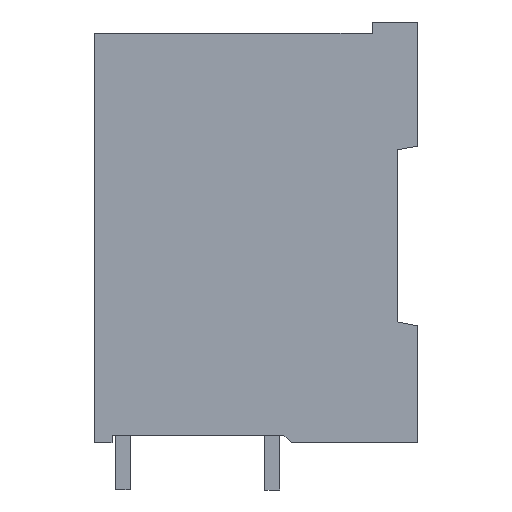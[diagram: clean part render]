
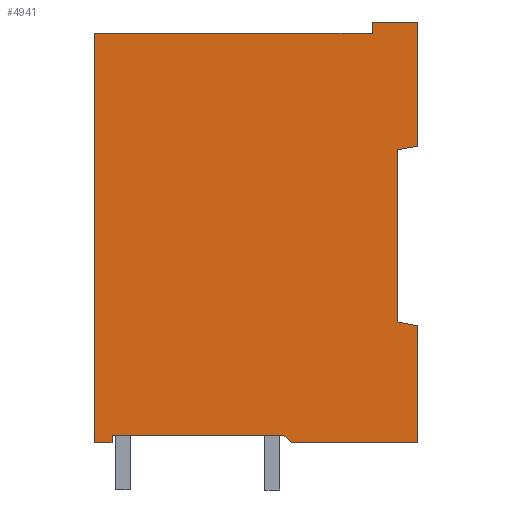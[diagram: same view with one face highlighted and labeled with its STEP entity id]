
A CAD part, left-side view. The second image highlights one B-rep face of the part: STEP entity #4941.
In plain terms, the highlighted planar face has unit normal (-1, 0, 0).
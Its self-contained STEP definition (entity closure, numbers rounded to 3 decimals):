
#4861=AXIS2_PLACEMENT_3D('Plane Axis2P3D',#4858,#4859,#4860) ;
#1833=CARTESIAN_POINT('Line Origine',(0.,0.7,23.277)) ;
#1837=CARTESIAN_POINT('Vertex',(0.,1.4,23.153)) ;
#1839=CARTESIAN_POINT('Vertex',(0.,0.,23.4)) ;
#2801=CARTESIAN_POINT('Line Origine',(0.,21.4,3.2)) ;
#2805=CARTESIAN_POINT('Vertex',(0.,22.,3.2)) ;
#2807=CARTESIAN_POINT('Vertex',(0.,20.8,3.2)) ;
#2852=CARTESIAN_POINT('Vertex',(0.,20.8,3.7)) ;
#2855=CARTESIAN_POINT('Line Origine',(0.,20.8,3.45)) ;
#2867=CARTESIAN_POINT('Line Origine',(0.,4.3,3.2)) ;
#2871=CARTESIAN_POINT('Vertex',(0.,8.6,3.2)) ;
#2873=CARTESIAN_POINT('Vertex',(0.,0.,3.2)) ;
#4858=CARTESIAN_POINT('Axis2P3D Location',(0.,22.,0.)) ;
#4863=CARTESIAN_POINT('Line Origine',(0.,11.,3.7)) ;
#4867=CARTESIAN_POINT('Vertex',(0.,9.1,3.7)) ;
#4871=CARTESIAN_POINT('Control Point',(0.,9.1,3.7)) ;
#4872=CARTESIAN_POINT('Control Point',(0.,8.6,3.2)) ;
#4874=CARTESIAN_POINT('Line Origine',(0.,0.,17.525)) ;
#4878=CARTESIAN_POINT('Vertex',(0.,0.,11.17)) ;
#4882=CARTESIAN_POINT('Control Point',(0.,0.,11.17)) ;
#4883=CARTESIAN_POINT('Control Point',(0.,1.4,11.439)) ;
#4884=CARTESIAN_POINT('Vertex',(0.,1.4,11.439)) ;
#4887=CARTESIAN_POINT('Line Origine',(0.,1.4,17.525)) ;
#4892=CARTESIAN_POINT('Line Origine',(0.,0.,17.525)) ;
#4896=CARTESIAN_POINT('Vertex',(0.,0.,31.85)) ;
#4899=CARTESIAN_POINT('Line Origine',(0.,11.,31.85)) ;
#4903=CARTESIAN_POINT('Vertex',(0.,3.1,31.85)) ;
#4906=CARTESIAN_POINT('Line Origine',(0.,3.1,17.525)) ;
#4910=CARTESIAN_POINT('Vertex',(0.,3.1,31.08)) ;
#4913=CARTESIAN_POINT('Line Origine',(0.,11.,31.08)) ;
#4917=CARTESIAN_POINT('Vertex',(0.,22.,31.08)) ;
#4920=CARTESIAN_POINT('Line Origine',(0.,22.,17.525)) ;
#1834=DIRECTION('Vector Direction',(0.,-0.985,0.174)) ;
#2802=DIRECTION('Vector Direction',(0.,-1.,0.)) ;
#2856=DIRECTION('Vector Direction',(0.,0.,-1.)) ;
#2868=DIRECTION('Vector Direction',(0.,-1.,0.)) ;
#4859=DIRECTION('Axis2P3D Direction',(-1.,0.,0.)) ;
#4860=DIRECTION('Axis2P3D XDirection',(0.,-1.,0.)) ;
#4864=DIRECTION('Vector Direction',(0.,-1.,0.)) ;
#4875=DIRECTION('Vector Direction',(0.,0.,1.)) ;
#4888=DIRECTION('Vector Direction',(0.,0.,1.)) ;
#4893=DIRECTION('Vector Direction',(0.,0.,1.)) ;
#4900=DIRECTION('Vector Direction',(0.,-1.,0.)) ;
#4907=DIRECTION('Vector Direction',(0.,0.,1.)) ;
#4914=DIRECTION('Vector Direction',(0.,-1.,0.)) ;
#4921=DIRECTION('Vector Direction',(0.,0.,1.)) ;
#1835=VECTOR('Line Direction',#1834,1.) ;
#2803=VECTOR('Line Direction',#2802,1.) ;
#2857=VECTOR('Line Direction',#2856,1.) ;
#2869=VECTOR('Line Direction',#2868,1.) ;
#4865=VECTOR('Line Direction',#4864,1.) ;
#4876=VECTOR('Line Direction',#4875,1.) ;
#4889=VECTOR('Line Direction',#4888,1.) ;
#4894=VECTOR('Line Direction',#4893,1.) ;
#4901=VECTOR('Line Direction',#4900,1.) ;
#4908=VECTOR('Line Direction',#4907,1.) ;
#4915=VECTOR('Line Direction',#4914,1.) ;
#4922=VECTOR('Line Direction',#4921,1.) ;
#4926=ORIENTED_EDGE('',*,*,#2809,.T.) ;
#4927=ORIENTED_EDGE('',*,*,#2859,.F.) ;
#4928=ORIENTED_EDGE('',*,*,#4869,.T.) ;
#4929=ORIENTED_EDGE('',*,*,#4873,.T.) ;
#4930=ORIENTED_EDGE('',*,*,#2875,.T.) ;
#4931=ORIENTED_EDGE('',*,*,#4880,.T.) ;
#4932=ORIENTED_EDGE('',*,*,#4886,.T.) ;
#4933=ORIENTED_EDGE('',*,*,#4891,.T.) ;
#4934=ORIENTED_EDGE('',*,*,#1841,.T.) ;
#4935=ORIENTED_EDGE('',*,*,#4898,.T.) ;
#4936=ORIENTED_EDGE('',*,*,#4905,.T.) ;
#4937=ORIENTED_EDGE('',*,*,#4912,.T.) ;
#4938=ORIENTED_EDGE('',*,*,#4919,.T.) ;
#4939=ORIENTED_EDGE('',*,*,#4924,.T.) ;
#4941=ADVANCED_FACE('Model',(#4940),#4862,.T.) ;
#4870=B_SPLINE_CURVE_WITH_KNOTS('',1,(#4871,#4872),.UNSPECIFIED.,.F.,.U.,(2,2),(-0.354,0.354),.UNSPECIFIED.) ;
#4881=B_SPLINE_CURVE_WITH_KNOTS('',1,(#4882,#4883),.UNSPECIFIED.,.F.,.U.,(2,2),(-0.713,0.713),.UNSPECIFIED.) ;
#1841=EDGE_CURVE('',#1838,#1840,#1836,.T.) ;
#2809=EDGE_CURVE('',#2806,#2808,#2804,.T.) ;
#2859=EDGE_CURVE('',#2853,#2808,#2858,.T.) ;
#2875=EDGE_CURVE('',#2872,#2874,#2870,.T.) ;
#4869=EDGE_CURVE('',#2853,#4868,#4866,.T.) ;
#4873=EDGE_CURVE('',#4868,#2872,#4870,.T.) ;
#4880=EDGE_CURVE('',#2874,#4879,#4877,.T.) ;
#4886=EDGE_CURVE('',#4879,#4885,#4881,.T.) ;
#4891=EDGE_CURVE('',#4885,#1838,#4890,.T.) ;
#4898=EDGE_CURVE('',#1840,#4897,#4895,.T.) ;
#4905=EDGE_CURVE('',#4897,#4904,#4902,.F.) ;
#4912=EDGE_CURVE('',#4904,#4911,#4909,.F.) ;
#4919=EDGE_CURVE('',#4911,#4918,#4916,.F.) ;
#4924=EDGE_CURVE('',#4918,#2806,#4923,.F.) ;
#4925=EDGE_LOOP('',(#4926,#4927,#4928,#4929,#4930,#4931,#4932,#4933,#4934,#4935,#4936,#4937,#4938,#4939)) ;
#4940=FACE_OUTER_BOUND('',#4925,.T.) ;
#1836=LINE('Line',#1833,#1835) ;
#2804=LINE('Line',#2801,#2803) ;
#2858=LINE('Line',#2855,#2857) ;
#2870=LINE('Line',#2867,#2869) ;
#4866=LINE('Line',#4863,#4865) ;
#4877=LINE('Line',#4874,#4876) ;
#4890=LINE('Line',#4887,#4889) ;
#4895=LINE('Line',#4892,#4894) ;
#4902=LINE('Line',#4899,#4901) ;
#4909=LINE('Line',#4906,#4908) ;
#4916=LINE('Line',#4913,#4915) ;
#4923=LINE('Line',#4920,#4922) ;
#4862=PLANE('',#4861) ;
#1838=VERTEX_POINT('',#1837) ;
#1840=VERTEX_POINT('',#1839) ;
#2806=VERTEX_POINT('',#2805) ;
#2808=VERTEX_POINT('',#2807) ;
#2853=VERTEX_POINT('',#2852) ;
#2872=VERTEX_POINT('',#2871) ;
#2874=VERTEX_POINT('',#2873) ;
#4868=VERTEX_POINT('',#4867) ;
#4879=VERTEX_POINT('',#4878) ;
#4885=VERTEX_POINT('',#4884) ;
#4897=VERTEX_POINT('',#4896) ;
#4904=VERTEX_POINT('',#4903) ;
#4911=VERTEX_POINT('',#4910) ;
#4918=VERTEX_POINT('',#4917) ;
